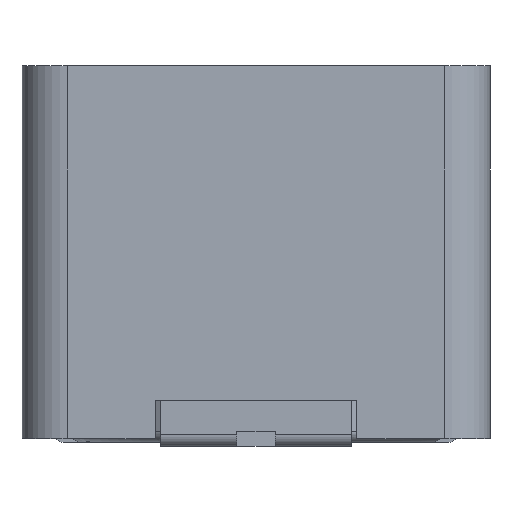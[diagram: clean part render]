
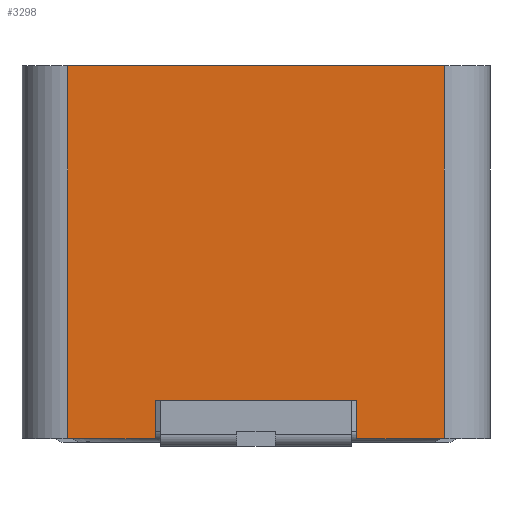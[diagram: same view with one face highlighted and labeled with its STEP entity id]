
A CAD part, front view. The second image highlights one B-rep face of the part: STEP entity #3298.
In plain terms, the highlighted planar face has unit normal (0, -1, 0).
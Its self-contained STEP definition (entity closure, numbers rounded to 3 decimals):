
#76=LINE('',#4399,#333);
#77=LINE('',#4402,#334);
#78=LINE('',#4404,#335);
#79=LINE('',#4406,#336);
#80=LINE('',#4408,#337);
#81=LINE('',#4410,#338);
#82=LINE('',#4412,#339);
#83=LINE('',#4414,#340);
#333=VECTOR('',#3655,1000.);
#334=VECTOR('',#3656,1000.);
#335=VECTOR('',#3657,1000.);
#336=VECTOR('',#3658,1000.);
#337=VECTOR('',#3659,1000.);
#338=VECTOR('',#3660,1000.);
#339=VECTOR('',#3661,1000.);
#340=VECTOR('',#3662,1000.);
#675=ORIENTED_EDGE('',*,*,#1395,.F.);
#676=ORIENTED_EDGE('',*,*,#1396,.F.);
#677=ORIENTED_EDGE('',*,*,#1397,.T.);
#678=ORIENTED_EDGE('',*,*,#1398,.F.);
#679=ORIENTED_EDGE('',*,*,#1399,.T.);
#680=ORIENTED_EDGE('',*,*,#1400,.T.);
#681=ORIENTED_EDGE('',*,*,#1401,.F.);
#682=ORIENTED_EDGE('',*,*,#1402,.F.);
#1395=EDGE_CURVE('',#1755,#1756,#76,.T.);
#1396=EDGE_CURVE('',#1757,#1755,#77,.T.);
#1397=EDGE_CURVE('',#1757,#1758,#78,.T.);
#1398=EDGE_CURVE('',#1759,#1758,#79,.T.);
#1399=EDGE_CURVE('',#1759,#1760,#80,.T.);
#1400=EDGE_CURVE('',#1760,#1761,#81,.T.);
#1401=EDGE_CURVE('',#1762,#1761,#82,.T.);
#1402=EDGE_CURVE('',#1756,#1762,#83,.T.);
#1755=VERTEX_POINT('',#4400);
#1756=VERTEX_POINT('',#4401);
#1757=VERTEX_POINT('',#4403);
#1758=VERTEX_POINT('',#4405);
#1759=VERTEX_POINT('',#4407);
#1760=VERTEX_POINT('',#4409);
#1761=VERTEX_POINT('',#4411);
#1762=VERTEX_POINT('',#4413);
#2005=EDGE_LOOP('',(#675,#676,#677,#678,#679,#680,#681,#682));
#2147=FACE_BOUND('',#2005,.T.);
#2286=PLANE('',#3437);
#3298=ADVANCED_FACE('',(#2147),#2286,.F.);
#3437=AXIS2_PLACEMENT_3D('',#4398,#3653,#3654);
#3653=DIRECTION('',(0.,1.,0.));
#3654=DIRECTION('',(0.,0.,1.));
#3655=DIRECTION('',(0.,0.,-1.));
#3656=DIRECTION('',(-1.,0.,0.));
#3657=DIRECTION('',(0.,0.,-1.));
#3658=DIRECTION('',(-1.,0.,0.));
#3659=DIRECTION('',(0.,0.,1.));
#3660=DIRECTION('',(-1.,0.,0.));
#3661=DIRECTION('',(0.,0.,1.));
#3662=DIRECTION('',(-1.,0.,0.));
#4398=CARTESIAN_POINT('',(-4.95,-6.15,-4.8));
#4399=CARTESIAN_POINT('',(-2.65,-6.15,-3.8));
#4400=CARTESIAN_POINT('',(-2.65,-6.15,-3.8));
#4401=CARTESIAN_POINT('',(-2.65,-6.15,-4.8));
#4402=CARTESIAN_POINT('',(2.65,-6.15,-3.8));
#4403=CARTESIAN_POINT('',(2.65,-6.15,-3.8));
#4404=CARTESIAN_POINT('',(2.65,-6.15,-3.8));
#4405=CARTESIAN_POINT('',(2.65,-6.15,-4.8));
#4406=CARTESIAN_POINT('',(-4.95,-6.15,-4.8));
#4407=CARTESIAN_POINT('',(4.95,-6.15,-4.8));
#4408=CARTESIAN_POINT('',(4.95,-6.15,-4.8));
#4409=CARTESIAN_POINT('',(4.95,-6.15,5.));
#4410=CARTESIAN_POINT('',(-4.95,-6.15,5.));
#4411=CARTESIAN_POINT('',(-4.95,-6.15,5.));
#4412=CARTESIAN_POINT('',(-4.95,-6.15,-4.8));
#4413=CARTESIAN_POINT('',(-4.95,-6.15,-4.8));
#4414=CARTESIAN_POINT('',(-4.95,-6.15,-4.8));
